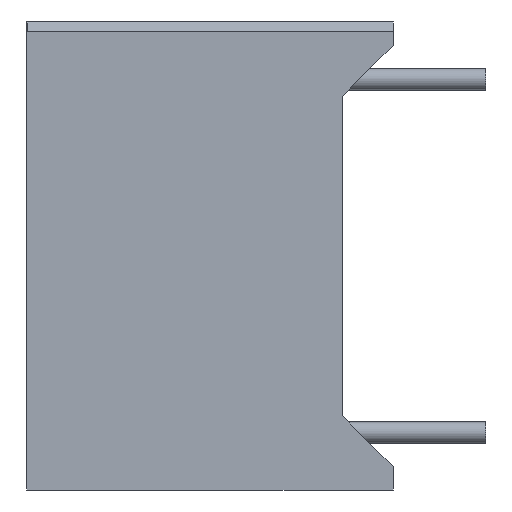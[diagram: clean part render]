
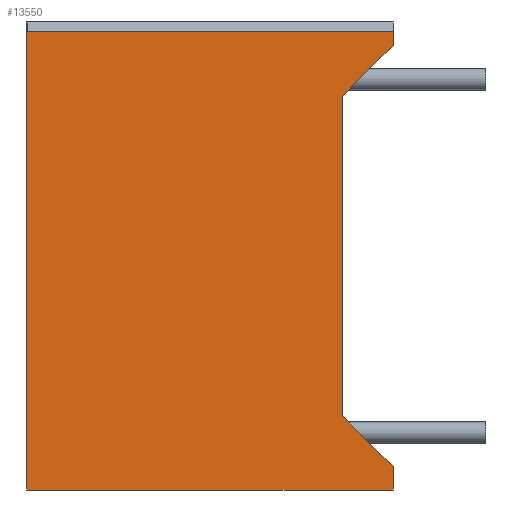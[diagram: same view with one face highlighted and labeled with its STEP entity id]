
A CAD part, left-side view. The second image highlights one B-rep face of the part: STEP entity #13550.
In plain terms, the highlighted planar face has unit normal (-1, 0, 0).
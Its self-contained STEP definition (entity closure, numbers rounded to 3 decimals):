
#71 = DIRECTION ( 'NONE',  ( 0., 1., 0. ) ) ;
#181 = DIRECTION ( 'NONE',  ( 0., -1., 0. ) ) ;
#322 = LINE ( 'NONE', #10396, #8250 ) ;
#428 = EDGE_CURVE ( 'NONE', #6159, #12681, #2793, .T. ) ;
#729 = VECTOR ( 'NONE', #181, 1000. ) ;
#875 = VECTOR ( 'NONE', #9512, 1000. ) ;
#1089 = VERTEX_POINT ( 'NONE', #11214 ) ;
#1161 = EDGE_CURVE ( 'NONE', #7640, #10313, #9472, .T. ) ;
#1272 = CARTESIAN_POINT ( 'NONE',  ( 0., 0., -0.5 ) ) ;
#1618 = CARTESIAN_POINT ( 'NONE',  ( 0., 0., -0.5 ) ) ;
#2017 = CARTESIAN_POINT ( 'NONE',  ( 0., 1.1, -1.6 ) ) ;
#2212 = VERTEX_POINT ( 'NONE', #6756 ) ;
#2311 = ORIENTED_EDGE ( 'NONE', *, *, #11257, .T. ) ;
#2593 = ORIENTED_EDGE ( 'NONE', *, *, #428, .T. ) ;
#2648 = DIRECTION ( 'NONE',  ( 0., 1., 0. ) ) ;
#2793 = LINE ( 'NONE', #6125, #6215 ) ;
#2917 = LINE ( 'NONE', #8542, #4953 ) ;
#3097 = CARTESIAN_POINT ( 'NONE',  ( 0., 1.1, -8.5 ) ) ;
#3136 = FACE_OUTER_BOUND ( 'NONE', #7703, .T. ) ;
#3257 = VERTEX_POINT ( 'NONE', #12976 ) ;
#3539 = EDGE_CURVE ( 'NONE', #2212, #5623, #12839, .T. ) ;
#3650 = EDGE_CURVE ( 'NONE', #10313, #6159, #9083, .T. ) ;
#3773 = LINE ( 'NONE', #12836, #13182 ) ;
#3978 = DIRECTION ( 'NONE',  ( 0., 0., 1. ) ) ;
#4819 = CARTESIAN_POINT ( 'NONE',  ( 0., 7.9, -0.2 ) ) ;
#4887 = AXIS2_PLACEMENT_3D ( 'NONE', #10807, #8468, #9707 ) ;
#4953 = VECTOR ( 'NONE', #5294, 1000. ) ;
#5138 = ORIENTED_EDGE ( 'NONE', *, *, #3539, .T. ) ;
#5294 = DIRECTION ( 'NONE',  ( 0., 0.707, 0.707 ) ) ;
#5623 = VERTEX_POINT ( 'NONE', #10572 ) ;
#6125 = CARTESIAN_POINT ( 'NONE',  ( 0., 0., 0. ) ) ;
#6129 = DIRECTION ( 'NONE',  ( 0., 0., 1. ) ) ;
#6159 = VERTEX_POINT ( 'NONE', #1272 ) ;
#6215 = VECTOR ( 'NONE', #3978, 1000. ) ;
#6451 = PLANE ( 'NONE',  #4887 ) ;
#6756 = CARTESIAN_POINT ( 'NONE',  ( 0., 0., -10.1 ) ) ;
#7087 = ORIENTED_EDGE ( 'NONE', *, *, #11178, .T. ) ;
#7176 = DIRECTION ( 'NONE',  ( 0., 0., 1. ) ) ;
#7640 = VERTEX_POINT ( 'NONE', #3097 ) ;
#7703 = EDGE_LOOP ( 'NONE', ( #13564, #10650, #2593, #7087, #12882, #13143, #2311, #5138, #14266 ) ) ;
#8250 = VECTOR ( 'NONE', #2648, 1000. ) ;
#8468 = DIRECTION ( 'NONE',  ( 1., 0., 0. ) ) ;
#8542 = CARTESIAN_POINT ( 'NONE',  ( 0., 0., -9.6 ) ) ;
#8631 = VECTOR ( 'NONE', #12488, 1000. ) ;
#8866 = CARTESIAN_POINT ( 'NONE',  ( 0., 7.9, -0.2 ) ) ;
#9083 = LINE ( 'NONE', #1618, #875 ) ;
#9171 = LINE ( 'NONE', #4819, #10820 ) ;
#9290 = VECTOR ( 'NONE', #7176, 1000. ) ;
#9472 = LINE ( 'NONE', #11968, #9290 ) ;
#9512 = DIRECTION ( 'NONE',  ( 0., -0.707, 0.707 ) ) ;
#9707 = DIRECTION ( 'NONE',  ( 0., 0., -1. ) ) ;
#10313 = VERTEX_POINT ( 'NONE', #2017 ) ;
#10396 = CARTESIAN_POINT ( 'NONE',  ( 0., 7.9, -0.2 ) ) ;
#10572 = CARTESIAN_POINT ( 'NONE',  ( 0., 0., -9.6 ) ) ;
#10650 = ORIENTED_EDGE ( 'NONE', *, *, #3650, .T. ) ;
#10807 = CARTESIAN_POINT ( 'NONE',  ( 0., 7.9, 0. ) ) ;
#10820 = VECTOR ( 'NONE', #71, 1000. ) ;
#11012 = EDGE_CURVE ( 'NONE', #13857, #1089, #9171, .T. ) ;
#11165 = EDGE_CURVE ( 'NONE', #3257, #1089, #3773, .T. ) ;
#11178 = EDGE_CURVE ( 'NONE', #12681, #13857, #322, .T. ) ;
#11214 = CARTESIAN_POINT ( 'NONE',  ( 0., 7.91, -0.2 ) ) ;
#11257 = EDGE_CURVE ( 'NONE', #3257, #2212, #12764, .T. ) ;
#11677 = EDGE_CURVE ( 'NONE', #5623, #7640, #2917, .T. ) ;
#11720 = CARTESIAN_POINT ( 'NONE',  ( 0., 7.9, -10.1 ) ) ;
#11968 = CARTESIAN_POINT ( 'NONE',  ( 0., 1.1, -1.6 ) ) ;
#12488 = DIRECTION ( 'NONE',  ( 0., 0., 1. ) ) ;
#12681 = VERTEX_POINT ( 'NONE', #14306 ) ;
#12764 = LINE ( 'NONE', #11720, #729 ) ;
#12836 = CARTESIAN_POINT ( 'NONE',  ( 0., 7.91, -10.1 ) ) ;
#12839 = LINE ( 'NONE', #13935, #8631 ) ;
#12882 = ORIENTED_EDGE ( 'NONE', *, *, #11012, .T. ) ;
#12976 = CARTESIAN_POINT ( 'NONE',  ( 0., 7.91, -10.1 ) ) ;
#13143 = ORIENTED_EDGE ( 'NONE', *, *, #11165, .F. ) ;
#13182 = VECTOR ( 'NONE', #6129, 1000. ) ;
#13550 = ADVANCED_FACE ( 'NONE', ( #3136 ), #6451, .F. ) ;
#13564 = ORIENTED_EDGE ( 'NONE', *, *, #1161, .T. ) ;
#13857 = VERTEX_POINT ( 'NONE', #8866 ) ;
#13935 = CARTESIAN_POINT ( 'NONE',  ( 0., 0., 0. ) ) ;
#14266 = ORIENTED_EDGE ( 'NONE', *, *, #11677, .T. ) ;
#14306 = CARTESIAN_POINT ( 'NONE',  ( 0., 0., -0.2 ) ) ;
